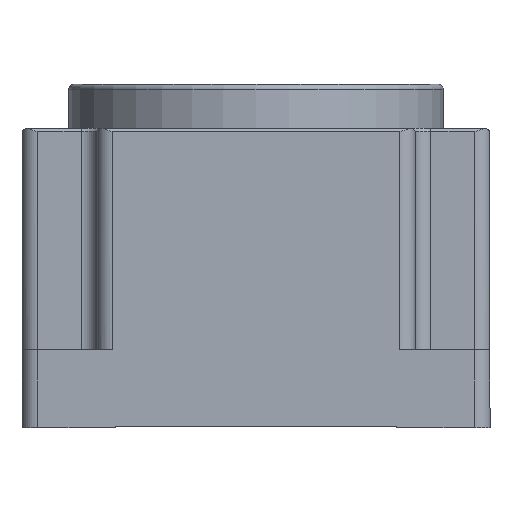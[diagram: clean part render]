
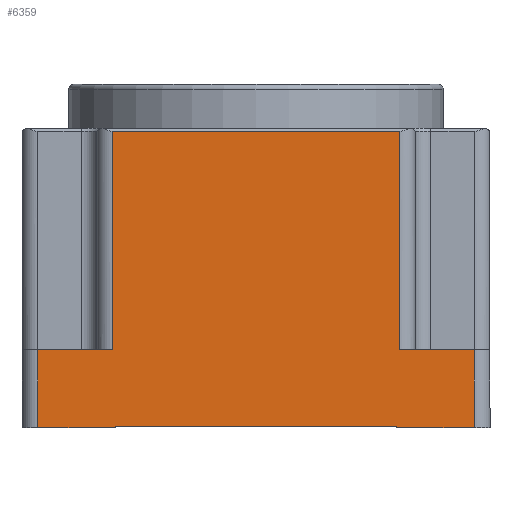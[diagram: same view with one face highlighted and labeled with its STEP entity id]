
A CAD part, left-side view. The second image highlights one B-rep face of the part: STEP entity #6359.
In plain terms, the highlighted planar face has unit normal (-1, 0, 0).
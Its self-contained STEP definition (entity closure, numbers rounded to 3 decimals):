
#436 = VERTEX_POINT ( 'NONE', #43715 ) ;
#2455 = ORIENTED_EDGE ( 'NONE', *, *, #28192, .F. ) ;
#2753 = ORIENTED_EDGE ( 'NONE', *, *, #4065, .T. ) ;
#2909 = DIRECTION ( 'NONE',  ( 0., 1., 0. ) ) ;
#2969 = CARTESIAN_POINT ( 'NONE',  ( -75., 51., 95. ) ) ;
#2976 = LINE ( 'NONE', #2969, #32333 ) ;
#3550 = VERTEX_POINT ( 'NONE', #22516 ) ;
#4065 = EDGE_CURVE ( 'NONE', #47835, #39951, #9204, .T. ) ;
#4549 = ORIENTED_EDGE ( 'NONE', *, *, #18386, .T. ) ;
#4789 = ORIENTED_EDGE ( 'NONE', *, *, #33642, .T. ) ;
#4804 = ORIENTED_EDGE ( 'NONE', *, *, #5578, .F. ) ;
#4828 = CARTESIAN_POINT ( 'NONE',  ( -75., -45., 0.5 ) ) ;
#5288 = DIRECTION ( 'NONE',  ( 0., -1., 0. ) ) ;
#5301 = CARTESIAN_POINT ( 'NONE',  ( -75., -75., 0. ) ) ;
#5304 = VECTOR ( 'NONE', #47393, 1000. ) ;
#5364 = ORIENTED_EDGE ( 'NONE', *, *, #37324, .T. ) ;
#5376 = VERTEX_POINT ( 'NONE', #31673 ) ;
#5400 = LINE ( 'NONE', #5301, #46100 ) ;
#5501 = ORIENTED_EDGE ( 'NONE', *, *, #15869, .T. ) ;
#5578 = EDGE_CURVE ( 'NONE', #436, #3550, #28350, .T. ) ;
#6023 = ORIENTED_EDGE ( 'NONE', *, *, #10260, .T. ) ;
#6143 = ORIENTED_EDGE ( 'NONE', *, *, #12097, .F. ) ;
#6359 = ADVANCED_FACE ( 'NONE', ( #14753 ), #14740, .F. ) ;
#6367 = EDGE_CURVE ( 'NONE', #44202, #10861, #14622, .T. ) ;
#6557 = CARTESIAN_POINT ( 'NONE',  ( -75., -45., 0. ) ) ;
#7233 = ORIENTED_EDGE ( 'NONE', *, *, #6367, .T. ) ;
#7728 = ORIENTED_EDGE ( 'NONE', *, *, #44633, .T. ) ;
#7857 = ORIENTED_EDGE ( 'NONE', *, *, #10317, .F. ) ;
#9142 = DIRECTION ( 'NONE',  ( 0., 0., -1. ) ) ;
#9190 = CARTESIAN_POINT ( 'NONE',  ( -75., -45., 0.5 ) ) ;
#9204 = LINE ( 'NONE', #9190, #24727 ) ;
#9574 = AXIS2_PLACEMENT_3D ( 'NONE', #14689, #14673, #14632 ) ;
#10260 = EDGE_CURVE ( 'NONE', #5376, #21947, #48013, .T. ) ;
#10317 = EDGE_CURVE ( 'NONE', #25952, #23832, #47442, .T. ) ;
#10861 = VERTEX_POINT ( 'NONE', #38254 ) ;
#12097 = EDGE_CURVE ( 'NONE', #44202, #21947, #18189, .T. ) ;
#12443 = DIRECTION ( 'NONE',  ( 0., -1., 0. ) ) ;
#12463 = CARTESIAN_POINT ( 'NONE',  ( -75., -75., 0. ) ) ;
#12535 = LINE ( 'NONE', #12463, #27647 ) ;
#12911 = DIRECTION ( 'NONE',  ( 0., 0., 1. ) ) ;
#12921 = CARTESIAN_POINT ( 'NONE',  ( -75., -46., 96. ) ) ;
#12932 = LINE ( 'NONE', #12921, #41871 ) ;
#12983 = CARTESIAN_POINT ( 'NONE',  ( -75., 45., 0. ) ) ;
#14555 = DIRECTION ( 'NONE',  ( 0., 0., -1. ) ) ;
#14582 = CARTESIAN_POINT ( 'NONE',  ( -75., 70., 96. ) ) ;
#14622 = LINE ( 'NONE', #14582, #16027 ) ;
#14632 = DIRECTION ( 'NONE',  ( 0., 0., -1. ) ) ;
#14673 = DIRECTION ( 'NONE',  ( 1., 0., 0. ) ) ;
#14689 = CARTESIAN_POINT ( 'NONE',  ( -75., -75., 96. ) ) ;
#14740 = PLANE ( 'NONE',  #9574 ) ;
#14753 = FACE_OUTER_BOUND ( 'NONE', #27998, .T. ) ;
#15869 = EDGE_CURVE ( 'NONE', #30503, #5376, #2976, .T. ) ;
#16027 = VECTOR ( 'NONE', #14555, 1000. ) ;
#18102 = DIRECTION ( 'NONE',  ( 0., -1., 0. ) ) ;
#18163 = CARTESIAN_POINT ( 'NONE',  ( -75., -75., 25. ) ) ;
#18189 = LINE ( 'NONE', #18163, #45598 ) ;
#18305 = VECTOR ( 'NONE', #36918, 1000. ) ;
#18386 = EDGE_CURVE ( 'NONE', #39951, #19306, #5400, .T. ) ;
#19303 = VECTOR ( 'NONE', #34235, 1000. ) ;
#19306 = VERTEX_POINT ( 'NONE', #42166 ) ;
#19406 = CARTESIAN_POINT ( 'NONE',  ( -75., 70., 25. ) ) ;
#21947 = VERTEX_POINT ( 'NONE', #43887 ) ;
#22516 = CARTESIAN_POINT ( 'NONE',  ( -75., -70., 25. ) ) ;
#23832 = VERTEX_POINT ( 'NONE', #12983 ) ;
#23936 = VECTOR ( 'NONE', #28297, 1000. ) ;
#24727 = VECTOR ( 'NONE', #9142, 1000. ) ;
#25952 = VERTEX_POINT ( 'NONE', #27670 ) ;
#27647 = VECTOR ( 'NONE', #12443, 1000. ) ;
#27670 = CARTESIAN_POINT ( 'NONE',  ( -75., 45., 0.5 ) ) ;
#27998 = EDGE_LOOP ( 'NONE', ( #2455, #2753, #4549, #4789, #4804, #5364, #5501, #6023, #6143, #7233, #7728, #7857 ) ) ;
#28192 = EDGE_CURVE ( 'NONE', #47835, #25952, #37044, .T. ) ;
#28297 = DIRECTION ( 'NONE',  ( 0., -1., 0. ) ) ;
#28312 = CARTESIAN_POINT ( 'NONE',  ( -75., -75., 25. ) ) ;
#28350 = LINE ( 'NONE', #28312, #23936 ) ;
#30503 = VERTEX_POINT ( 'NONE', #42088 ) ;
#31673 = CARTESIAN_POINT ( 'NONE',  ( -75., 46., 95. ) ) ;
#32333 = VECTOR ( 'NONE', #2909, 1000. ) ;
#33642 = EDGE_CURVE ( 'NONE', #19306, #3550, #34301, .T. ) ;
#34235 = DIRECTION ( 'NONE',  ( 0., 0., 1. ) ) ;
#34246 = CARTESIAN_POINT ( 'NONE',  ( -75., -70., 96. ) ) ;
#34301 = LINE ( 'NONE', #34246, #19303 ) ;
#35530 = VECTOR ( 'NONE', #47879, 1000. ) ;
#36918 = DIRECTION ( 'NONE',  ( 0., 1., 0. ) ) ;
#37005 = CARTESIAN_POINT ( 'NONE',  ( -75., -45., 0.5 ) ) ;
#37044 = LINE ( 'NONE', #37005, #18305 ) ;
#37324 = EDGE_CURVE ( 'NONE', #436, #30503, #12932, .T. ) ;
#38254 = CARTESIAN_POINT ( 'NONE',  ( -75., 70., 0. ) ) ;
#39951 = VERTEX_POINT ( 'NONE', #6557 ) ;
#41871 = VECTOR ( 'NONE', #12911, 1000. ) ;
#42088 = CARTESIAN_POINT ( 'NONE',  ( -75., -46., 95. ) ) ;
#42166 = CARTESIAN_POINT ( 'NONE',  ( -75., -70., 0. ) ) ;
#43715 = CARTESIAN_POINT ( 'NONE',  ( -75., -46., 25. ) ) ;
#43887 = CARTESIAN_POINT ( 'NONE',  ( -75., 46., 25. ) ) ;
#44202 = VERTEX_POINT ( 'NONE', #19406 ) ;
#44633 = EDGE_CURVE ( 'NONE', #10861, #23832, #12535, .T. ) ;
#45598 = VECTOR ( 'NONE', #18102, 1000. ) ;
#46100 = VECTOR ( 'NONE', #5288, 1000. ) ;
#47393 = DIRECTION ( 'NONE',  ( 0., 0., -1. ) ) ;
#47432 = CARTESIAN_POINT ( 'NONE',  ( -75., 45., 0.5 ) ) ;
#47442 = LINE ( 'NONE', #47432, #5304 ) ;
#47835 = VERTEX_POINT ( 'NONE', #4828 ) ;
#47879 = DIRECTION ( 'NONE',  ( 0., 0., -1. ) ) ;
#47967 = CARTESIAN_POINT ( 'NONE',  ( -75., 46., 96. ) ) ;
#48013 = LINE ( 'NONE', #47967, #35530 ) ;
